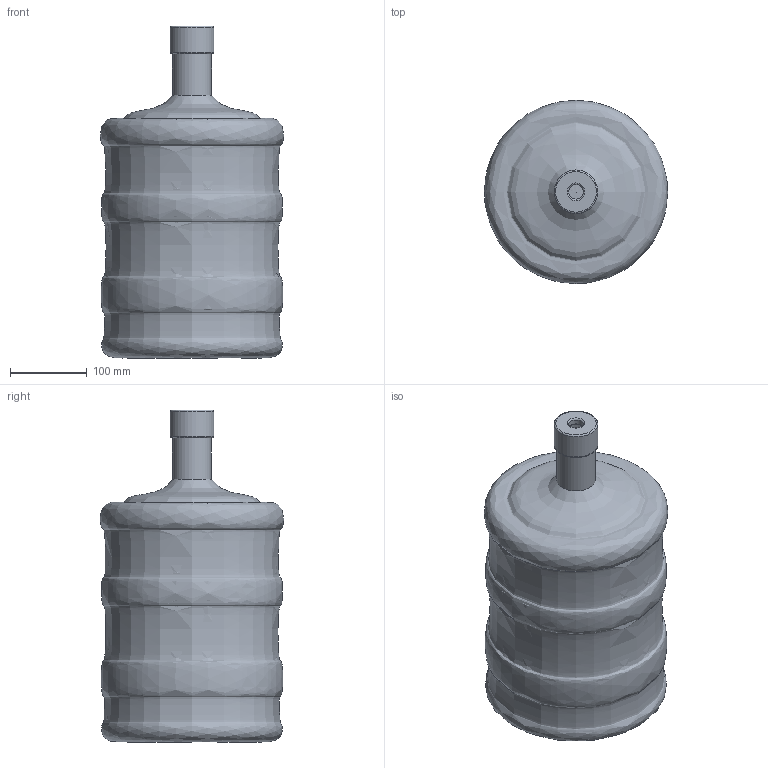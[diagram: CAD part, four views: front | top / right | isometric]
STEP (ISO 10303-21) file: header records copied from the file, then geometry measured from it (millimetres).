
FILE_DESCRIPTION(/* description */ (''),/* implementation_level */ '2;1');
FILE_NAME(/* name */ 'Bidon v3.step',/* time_stamp */ '2024-11-08T10:04:53-03:00',/* author */ (''),/* organization */ (''),/* preprocessor_version */ 'ST-DEVELOPER v20',/* originating_system */ 'Autodesk Translation Framework v13.20.0.188',/* authorisation */ '');
FILE_SCHEMA (('AUTOMOTIVE_DESIGN { 1 0 10303 214 3 1 1 }'));
Length unit declared in the file: millimetre
Products named in the file (1): Bidon
Bounding box: 239.45 x 239.42 x 433.14 mm (x, y, z)
Volume: 992768.3 mm3; surface area: 653329 mm2
Topology: 2 solids, 2 shells, 15 faces, 33 edges, 22 vertices
Faces by surface type: cylinder 5, plane 4, torus 4, bspline 2
Full cylindrical faces by diameter (mm): 19 x1, 47.347 x1, 50.895 x2, 57 x1
Entity records: 3654 total; most frequent: CARTESIAN_POINT 3265, DIRECTION 81, ORIENTED_EDGE 62, AXIS2_PLACEMENT_3D 38, EDGE_CURVE 31, CIRCLE 24, VERTEX_POINT 22, EDGE_LOOP 19
